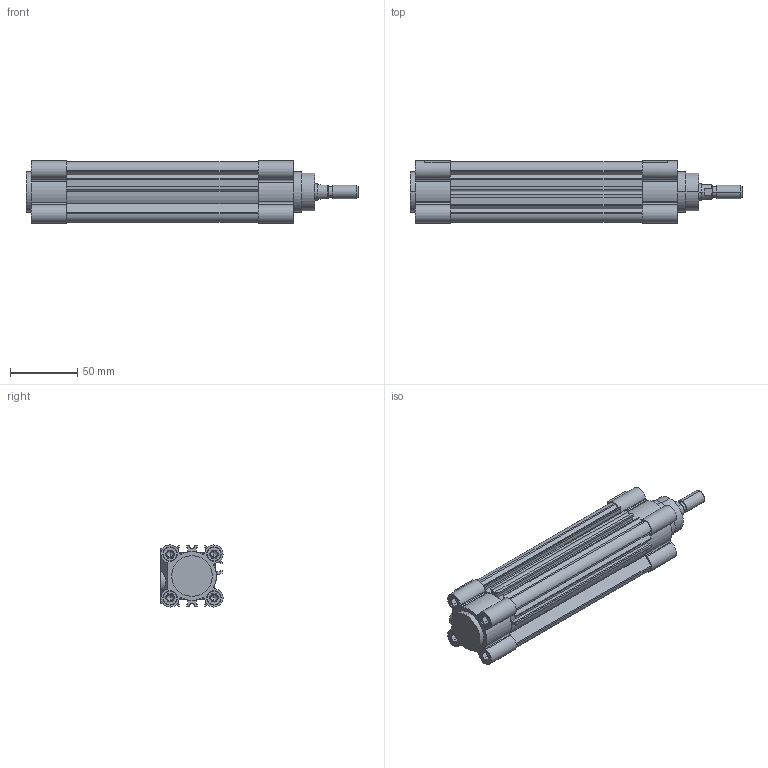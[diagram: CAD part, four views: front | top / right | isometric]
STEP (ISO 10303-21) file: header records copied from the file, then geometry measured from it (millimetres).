
FILE_DESCRIPTION (( 'STEP AP203' ), '1' );
FILE_NAME ('G32M100MD-MC.step', '2016-02-17T19:59:06', ( '' ), ( '' ), 'SwSTEP 2.0', 'SolidWorks 2015', '' );
FILE_SCHEMA (( 'CONFIG_CONTROL_DESIGN' ));
Length unit declared in the file: inch
Products named in the file (5): G32M100MD-MC; _32-HL; _32-100-73.5-B; _32121-HR; _32121100-R
Assembly tree (4 placements, depth 2):
  G32M100MD-MC
    _32-HL
    _32-100-73.5-B
    _32121-HR
    _32121100-R
Bounding box: 246 x 45.99 x 45.99 mm (x, y, z)
Volume: 267645.1 mm3; surface area: 97456 mm2
Topology: 4 solids, 4 shells, 411 faces, 1018 edges, 632 vertices
Faces by surface type: plane 229, cylinder 138, cone 44
Entity records: 12531 total; most frequent: DIRECTION 2166, CARTESIAN_POINT 2088, ORIENTED_EDGE 1996, EDGE_CURVE 998, AXIS2_PLACEMENT_3D 758, LINE 650, VECTOR 650, VERTEX_POINT 632
